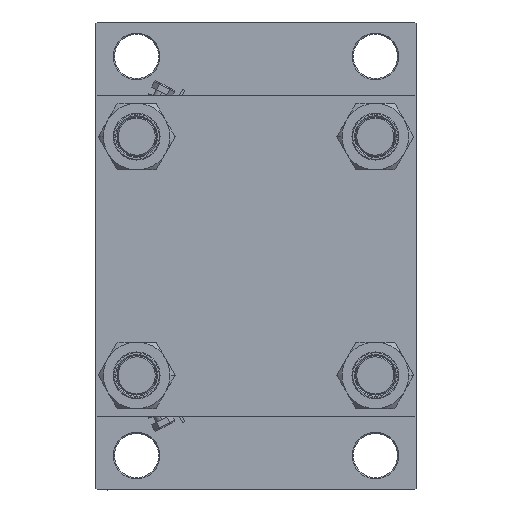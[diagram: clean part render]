
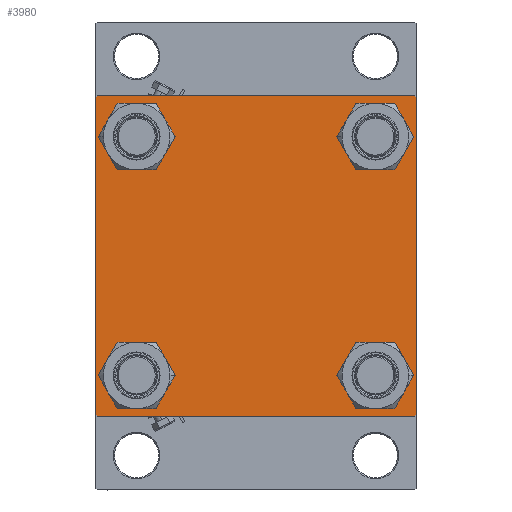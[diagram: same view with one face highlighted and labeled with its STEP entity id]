
A CAD part, left-side view. The second image highlights one B-rep face of the part: STEP entity #3980.
In plain terms, the highlighted planar face has unit normal (-1, 0, 0).
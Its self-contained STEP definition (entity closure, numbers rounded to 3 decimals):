
#134 = AXIS2_PLACEMENT_3D ( 'NONE', #27642, #9870, #39731 ) ;
#416 = VERTEX_POINT ( 'NONE', #2174 ) ;
#610 = EDGE_CURVE ( 'NONE', #40590, #30956, #10214, .T. ) ;
#1051 = DIRECTION ( 'NONE',  ( 1., 0., 0. ) ) ;
#1357 = AXIS2_PLACEMENT_3D ( 'NONE', #21877, #21151, #14219 ) ;
#2038 = EDGE_CURVE ( 'NONE', #12230, #19637, #17390, .T. ) ;
#2072 = CARTESIAN_POINT ( 'NONE',  ( 0., 48.45, 48.45 ) ) ;
#2174 = CARTESIAN_POINT ( 'NONE',  ( 0., 65., 64.5 ) ) ;
#2260 = EDGE_CURVE ( 'NONE', #38300, #34952, #46530, .T. ) ;
#2330 = DIRECTION ( 'NONE',  ( 0., -0.707, 0.707 ) ) ;
#2621 = ORIENTED_EDGE ( 'NONE', *, *, #13747, .T. ) ;
#3303 = VERTEX_POINT ( 'NONE', #10414 ) ;
#3980 = ADVANCED_FACE ( 'NONE', ( #13873, #46723, #31891, #24987, #13144 ), #20793, .T. ) ;
#4148 = ORIENTED_EDGE ( 'NONE', *, *, #35269, .T. ) ;
#4222 = EDGE_CURVE ( 'NONE', #34952, #38300, #26908, .T. ) ;
#4311 = EDGE_LOOP ( 'NONE', ( #4148, #18084 ) ) ;
#4458 = DIRECTION ( 'NONE',  ( 0., -1., 0. ) ) ;
#4531 = ORIENTED_EDGE ( 'NONE', *, *, #13674, .T. ) ;
#5024 = ORIENTED_EDGE ( 'NONE', *, *, #610, .T. ) ;
#5399 = AXIS2_PLACEMENT_3D ( 'NONE', #19240, #33547, #7654 ) ;
#6094 = CARTESIAN_POINT ( 'NONE',  ( 0., -64.75, 64.75 ) ) ;
#6299 = VERTEX_POINT ( 'NONE', #29551 ) ;
#6335 = DIRECTION ( 'NONE',  ( 0., 0.707, 0.707 ) ) ;
#6522 = CARTESIAN_POINT ( 'NONE',  ( 0., 65., -64.5 ) ) ;
#7654 = DIRECTION ( 'NONE',  ( 0., 0., 1. ) ) ;
#7933 = CARTESIAN_POINT ( 'NONE',  ( 0., 65., -65. ) ) ;
#8205 = VECTOR ( 'NONE', #16170, 1000. ) ;
#8329 = DIRECTION ( 'NONE',  ( 0., 0.707, -0.707 ) ) ;
#8529 = CARTESIAN_POINT ( 'NONE',  ( 0., 64.75, -64.75 ) ) ;
#9728 = EDGE_CURVE ( 'NONE', #19637, #12230, #34842, .T. ) ;
#9870 = DIRECTION ( 'NONE',  ( 1., 0., 0. ) ) ;
#9962 = ORIENTED_EDGE ( 'NONE', *, *, #44003, .T. ) ;
#10214 = CIRCLE ( 'NONE', #44901, 8.5 ) ;
#10293 = ORIENTED_EDGE ( 'NONE', *, *, #14446, .F. ) ;
#10414 = CARTESIAN_POINT ( 'NONE',  ( 0., -64.5, -65. ) ) ;
#10676 = VERTEX_POINT ( 'NONE', #10699 ) ;
#10699 = CARTESIAN_POINT ( 'NONE',  ( 0., 64.5, -65. ) ) ;
#11419 = VECTOR ( 'NONE', #8329, 1000. ) ;
#11856 = DIRECTION ( 'NONE',  ( 1., 0., 0. ) ) ;
#12230 = VERTEX_POINT ( 'NONE', #38600 ) ;
#12254 = DIRECTION ( 'NONE',  ( 1., 0., 0. ) ) ;
#12414 = DIRECTION ( 'NONE',  ( 0., 0., 1. ) ) ;
#12568 = DIRECTION ( 'NONE',  ( 0., 0., 1. ) ) ;
#12714 = LINE ( 'NONE', #28740, #25514 ) ;
#12979 = CARTESIAN_POINT ( 'NONE',  ( 0., -48.45, 48.45 ) ) ;
#13085 = ORIENTED_EDGE ( 'NONE', *, *, #39412, .T. ) ;
#13144 = FACE_OUTER_BOUND ( 'NONE', #20487, .T. ) ;
#13674 = EDGE_CURVE ( 'NONE', #35462, #10676, #38149, .T. ) ;
#13747 = EDGE_CURVE ( 'NONE', #3303, #15405, #12714, .T. ) ;
#13834 = EDGE_CURVE ( 'NONE', #22814, #15405, #47017, .T. ) ;
#13873 = FACE_BOUND ( 'NONE', #26957, .T. ) ;
#14219 = DIRECTION ( 'NONE',  ( 0., 0., 1. ) ) ;
#14234 = CARTESIAN_POINT ( 'NONE',  ( 0., 48.45, -39.95 ) ) ;
#14446 = EDGE_CURVE ( 'NONE', #6299, #16063, #36749, .T. ) ;
#15213 = VECTOR ( 'NONE', #4458, 1000. ) ;
#15405 = VERTEX_POINT ( 'NONE', #30145 ) ;
#16029 = CARTESIAN_POINT ( 'NONE',  ( 0., 48.45, 48.45 ) ) ;
#16063 = VERTEX_POINT ( 'NONE', #23782 ) ;
#16155 = CARTESIAN_POINT ( 'NONE',  ( 0., -48.45, -56.95 ) ) ;
#16170 = DIRECTION ( 'NONE',  ( 0., -0.707, -0.707 ) ) ;
#17118 = CIRCLE ( 'NONE', #1357, 8.5 ) ;
#17141 = DIRECTION ( 'NONE',  ( 1., 0., 0. ) ) ;
#17390 = CIRCLE ( 'NONE', #34703, 8.5 ) ;
#18084 = ORIENTED_EDGE ( 'NONE', *, *, #42007, .T. ) ;
#18814 = ORIENTED_EDGE ( 'NONE', *, *, #9728, .T. ) ;
#18956 = ORIENTED_EDGE ( 'NONE', *, *, #25644, .T. ) ;
#19219 = VECTOR ( 'NONE', #20847, 1000. ) ;
#19240 = CARTESIAN_POINT ( 'NONE',  ( 0., 48.45, -48.45 ) ) ;
#19637 = VERTEX_POINT ( 'NONE', #27069 ) ;
#20487 = EDGE_LOOP ( 'NONE', ( #41819, #4531, #18956, #2621, #47335, #13085, #10293, #48449 ) ) ;
#20793 = PLANE ( 'NONE',  #34776 ) ;
#20847 = DIRECTION ( 'NONE',  ( 0., 0., -1. ) ) ;
#20900 = LINE ( 'NONE', #6094, #31333 ) ;
#21090 = EDGE_CURVE ( 'NONE', #416, #35462, #21641, .T. ) ;
#21151 = DIRECTION ( 'NONE',  ( 1., 0., 0. ) ) ;
#21163 = CIRCLE ( 'NONE', #5399, 8.5 ) ;
#21641 = LINE ( 'NONE', #47814, #26577 ) ;
#21877 = CARTESIAN_POINT ( 'NONE',  ( 0., 48.45, -48.45 ) ) ;
#22107 = AXIS2_PLACEMENT_3D ( 'NONE', #42259, #1051, #12414 ) ;
#22814 = VERTEX_POINT ( 'NONE', #45581 ) ;
#23782 = CARTESIAN_POINT ( 'NONE',  ( 0., -64.5, 65. ) ) ;
#24549 = CARTESIAN_POINT ( 'NONE',  ( 0., -65., 65. ) ) ;
#24856 = DIRECTION ( 'NONE',  ( 0., 0., -1. ) ) ;
#24987 = FACE_BOUND ( 'NONE', #28385, .T. ) ;
#25514 = VECTOR ( 'NONE', #2330, 1000. ) ;
#25606 = VERTEX_POINT ( 'NONE', #40512 ) ;
#25644 = EDGE_CURVE ( 'NONE', #10676, #3303, #34795, .T. ) ;
#25776 = ORIENTED_EDGE ( 'NONE', *, *, #2260, .T. ) ;
#25929 = CARTESIAN_POINT ( 'NONE',  ( 0., -48.45, -39.95 ) ) ;
#26577 = VECTOR ( 'NONE', #24856, 1000. ) ;
#26902 = CARTESIAN_POINT ( 'NONE',  ( 0., -48.45, 48.45 ) ) ;
#26908 = CIRCLE ( 'NONE', #134, 8.5 ) ;
#26957 = EDGE_LOOP ( 'NONE', ( #9962, #5024 ) ) ;
#27069 = CARTESIAN_POINT ( 'NONE',  ( 0., 48.45, 56.95 ) ) ;
#27642 = CARTESIAN_POINT ( 'NONE',  ( 0., -48.45, -48.45 ) ) ;
#27798 = LINE ( 'NONE', #28288, #11419 ) ;
#28288 = CARTESIAN_POINT ( 'NONE',  ( 0., 64.75, 64.75 ) ) ;
#28298 = CIRCLE ( 'NONE', #43299, 8.5 ) ;
#28385 = EDGE_LOOP ( 'NONE', ( #18814, #46426 ) ) ;
#28740 = CARTESIAN_POINT ( 'NONE',  ( 0., -64.75, -64.75 ) ) ;
#28929 = CARTESIAN_POINT ( 'NONE',  ( 0., 0., 0. ) ) ;
#28994 = EDGE_CURVE ( 'NONE', #6299, #416, #27798, .T. ) ;
#29105 = CARTESIAN_POINT ( 'NONE',  ( 0., 65., 65. ) ) ;
#29551 = CARTESIAN_POINT ( 'NONE',  ( 0., 64.5, 65. ) ) ;
#30145 = CARTESIAN_POINT ( 'NONE',  ( 0., -65., -64.5 ) ) ;
#30956 = VERTEX_POINT ( 'NONE', #46629 ) ;
#31333 = VECTOR ( 'NONE', #6335, 1000. ) ;
#31891 = FACE_BOUND ( 'NONE', #4311, .T. ) ;
#32178 = DIRECTION ( 'NONE',  ( 0., 0., 1. ) ) ;
#33547 = DIRECTION ( 'NONE',  ( 1., 0., 0. ) ) ;
#34703 = AXIS2_PLACEMENT_3D ( 'NONE', #2072, #17141, #32178 ) ;
#34776 = AXIS2_PLACEMENT_3D ( 'NONE', #28929, #43978, #36322 ) ;
#34795 = LINE ( 'NONE', #7933, #15213 ) ;
#34842 = CIRCLE ( 'NONE', #43523, 8.5 ) ;
#34952 = VERTEX_POINT ( 'NONE', #25929 ) ;
#35269 = EDGE_CURVE ( 'NONE', #37690, #25606, #17118, .T. ) ;
#35462 = VERTEX_POINT ( 'NONE', #6522 ) ;
#36322 = DIRECTION ( 'NONE',  ( 0., 0., 1. ) ) ;
#36749 = LINE ( 'NONE', #29105, #46026 ) ;
#37690 = VERTEX_POINT ( 'NONE', #14234 ) ;
#38149 = LINE ( 'NONE', #8529, #8205 ) ;
#38300 = VERTEX_POINT ( 'NONE', #16155 ) ;
#38485 = DIRECTION ( 'NONE',  ( 1., 0., 0. ) ) ;
#38600 = CARTESIAN_POINT ( 'NONE',  ( 0., 48.45, 39.95 ) ) ;
#38890 = DIRECTION ( 'NONE',  ( 0., 0., 1. ) ) ;
#39191 = EDGE_LOOP ( 'NONE', ( #44827, #25776 ) ) ;
#39412 = EDGE_CURVE ( 'NONE', #22814, #16063, #20900, .T. ) ;
#39731 = DIRECTION ( 'NONE',  ( 0., 0., 1. ) ) ;
#40512 = CARTESIAN_POINT ( 'NONE',  ( 0., 48.45, -56.95 ) ) ;
#40590 = VERTEX_POINT ( 'NONE', #44508 ) ;
#41819 = ORIENTED_EDGE ( 'NONE', *, *, #21090, .T. ) ;
#42007 = EDGE_CURVE ( 'NONE', #25606, #37690, #21163, .T. ) ;
#42259 = CARTESIAN_POINT ( 'NONE',  ( 0., -48.45, -48.45 ) ) ;
#43299 = AXIS2_PLACEMENT_3D ( 'NONE', #26902, #11856, #46635 ) ;
#43523 = AXIS2_PLACEMENT_3D ( 'NONE', #16029, #38485, #12568 ) ;
#43978 = DIRECTION ( 'NONE',  ( -1., 0., 0. ) ) ;
#44003 = EDGE_CURVE ( 'NONE', #30956, #40590, #28298, .T. ) ;
#44508 = CARTESIAN_POINT ( 'NONE',  ( 0., -48.45, 39.95 ) ) ;
#44827 = ORIENTED_EDGE ( 'NONE', *, *, #4222, .T. ) ;
#44901 = AXIS2_PLACEMENT_3D ( 'NONE', #12979, #12254, #38890 ) ;
#45581 = CARTESIAN_POINT ( 'NONE',  ( 0., -65., 64.5 ) ) ;
#46026 = VECTOR ( 'NONE', #47884, 1000. ) ;
#46426 = ORIENTED_EDGE ( 'NONE', *, *, #2038, .T. ) ;
#46530 = CIRCLE ( 'NONE', #22107, 8.5 ) ;
#46629 = CARTESIAN_POINT ( 'NONE',  ( 0., -48.45, 56.95 ) ) ;
#46635 = DIRECTION ( 'NONE',  ( 0., 0., 1. ) ) ;
#46723 = FACE_BOUND ( 'NONE', #39191, .T. ) ;
#47017 = LINE ( 'NONE', #24549, #19219 ) ;
#47335 = ORIENTED_EDGE ( 'NONE', *, *, #13834, .F. ) ;
#47814 = CARTESIAN_POINT ( 'NONE',  ( 0., 65., 65. ) ) ;
#47884 = DIRECTION ( 'NONE',  ( 0., -1., 0. ) ) ;
#48449 = ORIENTED_EDGE ( 'NONE', *, *, #28994, .T. ) ;
